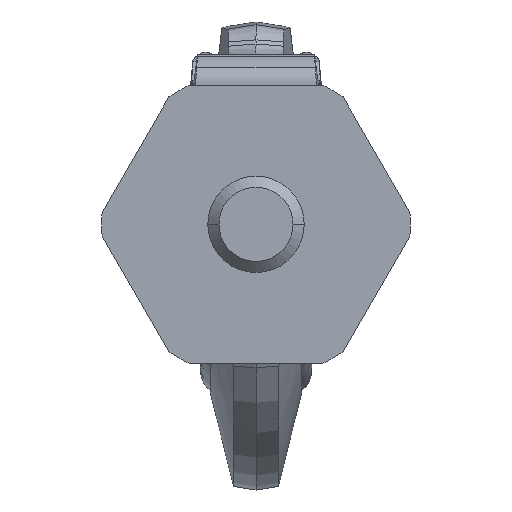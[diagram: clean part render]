
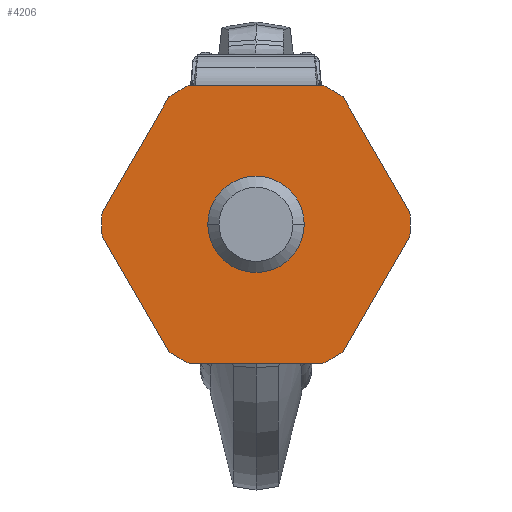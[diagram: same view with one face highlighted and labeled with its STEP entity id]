
A CAD part, front view. The second image highlights one B-rep face of the part: STEP entity #4206.
In plain terms, the highlighted planar face has unit normal (0, -1, 0).
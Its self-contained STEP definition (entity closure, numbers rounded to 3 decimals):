
#781=DIRECTION('',(-0.5,0.,0.866));
#782=VECTOR('',#781,26.382);
#783=CARTESIAN_POINT('',(-17.22,0.,-25.174));
#784=LINE('',#783,#782);
#785=CARTESIAN_POINT('',(0.,0.,0.));
#786=DIRECTION('',(0.,1.,0.));
#787=DIRECTION('',(-0.997,0.,-0.076));
#788=AXIS2_PLACEMENT_3D('',#785,#786,#787);
#790=DIRECTION('',(0.5,0.,0.866));
#791=VECTOR('',#790,26.382);
#792=CARTESIAN_POINT('',(-30.411,0.,2.326));
#793=LINE('',#792,#791);
#794=CARTESIAN_POINT('',(0.,0.,0.));
#795=DIRECTION('',(0.,1.,0.));
#796=DIRECTION('',(-0.565,0.,0.825));
#797=AXIS2_PLACEMENT_3D('',#794,#795,#796);
#799=DIRECTION('',(1.,0.,0.));
#800=VECTOR('',#799,26.382);
#801=CARTESIAN_POINT('',(-13.191,0.,27.5));
#802=LINE('',#801,#800);
#803=CARTESIAN_POINT('',(0.,0.,0.));
#804=DIRECTION('',(0.,1.,0.));
#805=DIRECTION('',(0.432,0.,0.902));
#806=AXIS2_PLACEMENT_3D('',#803,#804,#805);
#808=DIRECTION('',(0.5,0.,-0.866));
#809=VECTOR('',#808,26.382);
#810=CARTESIAN_POINT('',(17.22,0.,25.174));
#811=LINE('',#810,#809);
#812=CARTESIAN_POINT('',(0.,0.,0.));
#813=DIRECTION('',(0.,1.,0.));
#814=DIRECTION('',(0.997,0.,0.076));
#815=AXIS2_PLACEMENT_3D('',#812,#813,#814);
#817=DIRECTION('',(-0.5,0.,-0.866));
#818=VECTOR('',#817,26.382);
#819=CARTESIAN_POINT('',(30.411,0.,-2.326));
#820=LINE('',#819,#818);
#821=CARTESIAN_POINT('',(0.,0.,0.));
#822=DIRECTION('',(0.,1.,0.));
#823=DIRECTION('',(0.565,0.,-0.825));
#824=AXIS2_PLACEMENT_3D('',#821,#822,#823);
#826=DIRECTION('',(-1.,0.,0.));
#827=VECTOR('',#826,26.382);
#828=CARTESIAN_POINT('',(13.191,0.,-27.5));
#829=LINE('',#828,#827);
#830=CARTESIAN_POINT('',(0.,0.,0.));
#831=DIRECTION('',(0.,1.,0.));
#832=DIRECTION('',(-0.432,0.,-0.902));
#833=AXIS2_PLACEMENT_3D('',#830,#831,#832);
#835=CARTESIAN_POINT('',(0.,0.,0.));
#836=DIRECTION('',(0.,-1.,0.));
#837=DIRECTION('',(1.,0.,0.));
#838=AXIS2_PLACEMENT_3D('',#835,#836,#837);
#840=CARTESIAN_POINT('',(0.,0.,0.));
#841=DIRECTION('',(0.,-1.,0.));
#842=DIRECTION('',(-1.,0.,0.));
#843=AXIS2_PLACEMENT_3D('',#840,#841,#842);
#2807=CARTESIAN_POINT('',(-17.22,0.,-25.174));
#2808=CARTESIAN_POINT('',(-30.411,0.,-2.326));
#2809=VERTEX_POINT('',#2807);
#2810=VERTEX_POINT('',#2808);
#2811=CARTESIAN_POINT('',(-13.191,0.,-27.5));
#2812=VERTEX_POINT('',#2811);
#2813=CARTESIAN_POINT('',(13.191,0.,-27.5));
#2814=VERTEX_POINT('',#2813);
#2815=CARTESIAN_POINT('',(17.22,0.,-25.174));
#2816=VERTEX_POINT('',#2815);
#2817=CARTESIAN_POINT('',(30.411,0.,-2.326));
#2818=VERTEX_POINT('',#2817);
#2819=CARTESIAN_POINT('',(30.411,0.,2.326));
#2820=VERTEX_POINT('',#2819);
#2821=CARTESIAN_POINT('',(17.22,0.,25.174));
#2822=VERTEX_POINT('',#2821);
#2823=CARTESIAN_POINT('',(13.191,0.,27.5));
#2824=VERTEX_POINT('',#2823);
#2825=CARTESIAN_POINT('',(-13.191,0.,27.5));
#2826=VERTEX_POINT('',#2825);
#2827=CARTESIAN_POINT('',(-17.22,0.,25.174));
#2828=VERTEX_POINT('',#2827);
#2829=CARTESIAN_POINT('',(-30.411,0.,2.326));
#2830=VERTEX_POINT('',#2829);
#3703=CARTESIAN_POINT('',(7.8,0.,0.));
#3705=VERTEX_POINT('',#3703);
#3708=CARTESIAN_POINT('',(-7.8,0.,0.));
#3710=VERTEX_POINT('',#3708);
#4170=CARTESIAN_POINT('',(0.,0.,0.));
#4171=DIRECTION('',(0.,1.,0.));
#4172=DIRECTION('',(1.,0.,0.));
#4173=AXIS2_PLACEMENT_3D('',#4170,#4171,#4172);
#4174=PLANE('',#4173);
#4176=ORIENTED_EDGE('',*,*,#4175,.T.);
#4178=ORIENTED_EDGE('',*,*,#4177,.T.);
#4180=ORIENTED_EDGE('',*,*,#4179,.T.);
#4182=ORIENTED_EDGE('',*,*,#4181,.T.);
#4183=ORIENTED_EDGE('',*,*,#3752,.T.);
#4185=ORIENTED_EDGE('',*,*,#4184,.T.);
#4187=ORIENTED_EDGE('',*,*,#4186,.T.);
#4189=ORIENTED_EDGE('',*,*,#4188,.T.);
#4191=ORIENTED_EDGE('',*,*,#4190,.T.);
#4193=ORIENTED_EDGE('',*,*,#4192,.T.);
#4195=ORIENTED_EDGE('',*,*,#4194,.T.);
#4197=ORIENTED_EDGE('',*,*,#4196,.T.);
#4198=EDGE_LOOP('',(#4176,#4178,#4180,#4182,#4183,#4185,#4187,#4189,#4191,#4193,
#4195,#4197));
#4199=FACE_OUTER_BOUND('',#4198,.F.);
#4201=ORIENTED_EDGE('',*,*,#4200,.T.);
#4203=ORIENTED_EDGE('',*,*,#4202,.T.);
#4204=EDGE_LOOP('',(#4201,#4203));
#4205=FACE_BOUND('',#4204,.F.);
#4206=ADVANCED_FACE('',(#4199,#4205),#4174,.F.);
#789=CIRCLE('',#788,30.5);
#798=CIRCLE('',#797,30.5);
#807=CIRCLE('',#806,30.5);
#816=CIRCLE('',#815,30.5);
#825=CIRCLE('',#824,30.5);
#834=CIRCLE('',#833,30.5);
#839=CIRCLE('',#838,7.8);
#844=CIRCLE('',#843,7.8);
#3752=EDGE_CURVE('',#2826,#2824,#802,.T.);
#4175=EDGE_CURVE('',#2809,#2810,#784,.T.);
#4177=EDGE_CURVE('',#2810,#2830,#789,.T.);
#4179=EDGE_CURVE('',#2830,#2828,#793,.T.);
#4181=EDGE_CURVE('',#2828,#2826,#798,.T.);
#4184=EDGE_CURVE('',#2824,#2822,#807,.T.);
#4186=EDGE_CURVE('',#2822,#2820,#811,.T.);
#4188=EDGE_CURVE('',#2820,#2818,#816,.T.);
#4190=EDGE_CURVE('',#2818,#2816,#820,.T.);
#4192=EDGE_CURVE('',#2816,#2814,#825,.T.);
#4194=EDGE_CURVE('',#2814,#2812,#829,.T.);
#4196=EDGE_CURVE('',#2812,#2809,#834,.T.);
#4200=EDGE_CURVE('',#3705,#3710,#839,.T.);
#4202=EDGE_CURVE('',#3710,#3705,#844,.T.);
